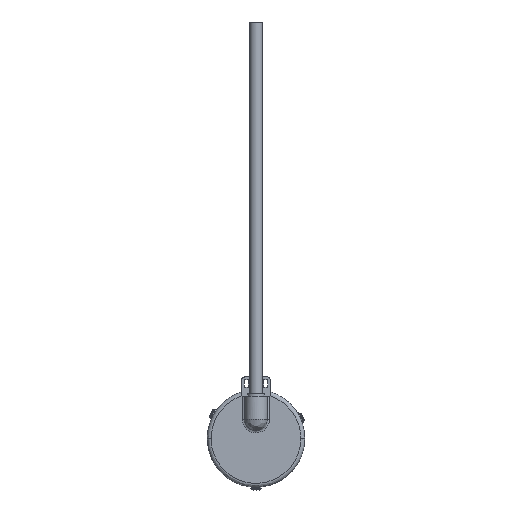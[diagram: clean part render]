
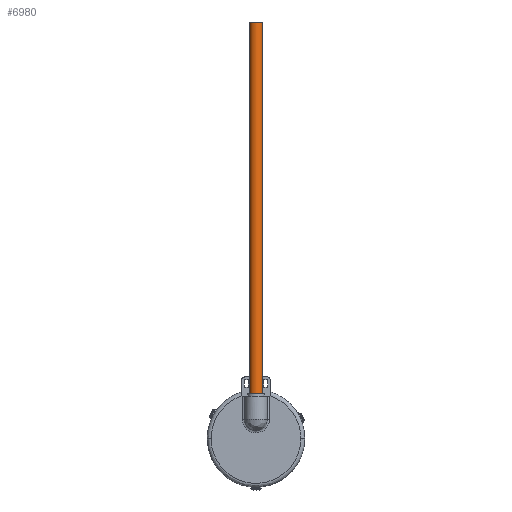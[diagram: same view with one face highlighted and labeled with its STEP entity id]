
A CAD part, front view. The second image highlights one B-rep face of the part: STEP entity #6980.
In plain terms, the highlighted cylindrical face has radius 2.5 mm (diameter 5 mm), a partial arc.
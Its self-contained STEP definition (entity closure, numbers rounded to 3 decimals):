
#315 = ORIENTED_EDGE ( 'NONE', *, *, #7725, .T. ) ;
#386 = LINE ( 'NONE', #1567, #10010 ) ;
#468 = ORIENTED_EDGE ( 'NONE', *, *, #3862, .T. ) ;
#521 = CARTESIAN_POINT ( 'NONE',  ( -0.654, -28.435, 162.5 ) ) ;
#594 = CARTESIAN_POINT ( 'NONE',  ( -2.5, -26., 22. ) ) ;
#689 = CARTESIAN_POINT ( 'NONE',  ( 0., -26., 12.5 ) ) ;
#787 = CARTESIAN_POINT ( 'NONE',  ( 2.184, -27.259, 12.5 ) ) ;
#996 = ORIENTED_EDGE ( 'NONE', *, *, #2520, .T. ) ;
#1247 = VERTEX_POINT ( 'NONE', #7810 ) ;
#1264 = CARTESIAN_POINT ( 'NONE',  ( 2.5, -26., 162.5 ) ) ;
#1290 = LINE ( 'NONE', #2787, #1301 ) ;
#1300 = VERTEX_POINT ( 'NONE', #8181 ) ;
#1301 = VECTOR ( 'NONE', #4339, 1000. ) ;
#1331 = CARTESIAN_POINT ( 'NONE',  ( -1.536, -27.999, 162.5 ) ) ;
#1360 = VERTEX_POINT ( 'NONE', #9082 ) ;
#1427 = LINE ( 'NONE', #9746, #1535 ) ;
#1521 = DIRECTION ( 'NONE',  ( 0., 0., -1. ) ) ;
#1531 = VERTEX_POINT ( 'NONE', #9891 ) ;
#1533 = VERTEX_POINT ( 'NONE', #9625 ) ;
#1535 = VECTOR ( 'NONE', #9017, 1000. ) ;
#1567 = CARTESIAN_POINT ( 'NONE',  ( -2.5, -26., 12.5 ) ) ;
#1577 = CARTESIAN_POINT ( 'NONE',  ( -2.184, -27.259, 12.5 ) ) ;
#1609 = CARTESIAN_POINT ( 'NONE',  ( 2.5, -26.327, 12.5 ) ) ;
#1835 = EDGE_CURVE ( 'NONE', #1533, #1300, #7489, .T. ) ;
#2150 = CARTESIAN_POINT ( 'NONE',  ( -2.184, -27.259, 162.5 ) ) ;
#2303 = VERTEX_POINT ( 'NONE', #594 ) ;
#2337 = DIRECTION ( 'NONE',  ( 0., 0., 1. ) ) ;
#2352 = AXIS2_PLACEMENT_3D ( 'NONE', #689, #2337, #7665 ) ;
#2392 = CARTESIAN_POINT ( 'NONE',  ( -1.536, -27.999, 12.5 ) ) ;
#2520 = EDGE_CURVE ( 'NONE', #1531, #1360, #4513, .T. ) ;
#2679 = CARTESIAN_POINT ( 'NONE',  ( 2.5, -26., 12.5 ) ) ;
#2720 = FACE_OUTER_BOUND ( 'NONE', #9305, .T. ) ;
#2730 = DIRECTION ( 'NONE',  ( 0., 0., 1. ) ) ;
#2775 = CYLINDRICAL_SURFACE ( 'NONE', #2352, 2.5 ) ;
#2784 = DIRECTION ( 'NONE',  ( 0., 0., 1. ) ) ;
#2786 = CARTESIAN_POINT ( 'NONE',  ( 2.5, -26., 12.5 ) ) ;
#2787 = CARTESIAN_POINT ( 'NONE',  ( -2.5, -26., 12.5 ) ) ;
#2845 = B_SPLINE_CURVE_WITH_KNOTS ( 'NONE', 3,
 ( #9923, #8328, #6181, #1577, #6977, #2392, #7726, #3124, #8473, #3874, #9221, #4656, #9952, #5426, #787, #6222, #1609, #7017 ),
 .UNSPECIFIED., .F., .F.,
 ( 4, 2, 2, 2, 2, 2, 2, 2, 4 ),
 ( 0., 0.125, 0.25, 0.375, 0.5, 0.625, 0.75, 0.875, 1. ),
 .UNSPECIFIED. ) ;
#2865 = CARTESIAN_POINT ( 'NONE',  ( 2.184, -27.259, 162.5 ) ) ;
#2902 = CARTESIAN_POINT ( 'NONE',  ( -2.5, -26.327, 162.5 ) ) ;
#3103 = B_SPLINE_CURVE_WITH_KNOTS ( 'NONE', 3,
 ( #1264, #4368, #7476, #2865, #8211, #3610, #8984, #4401, #9710, #5170, #521, #5962, #1331, #6763, #2150, #7507, #2902, #8245 ),
 .UNSPECIFIED., .F., .F.,
 ( 4, 2, 2, 2, 2, 2, 2, 2, 4 ),
 ( 0., 0.125, 0.25, 0.375, 0.5, 0.625, 0.75, 0.875, 1. ),
 .UNSPECIFIED. ) ;
#3124 = CARTESIAN_POINT ( 'NONE',  ( -0.654, -28.435, 12.5 ) ) ;
#3610 = CARTESIAN_POINT ( 'NONE',  ( 1.536, -27.999, 162.5 ) ) ;
#3862 = EDGE_CURVE ( 'NONE', #1360, #1533, #4642, .T. ) ;
#3874 = CARTESIAN_POINT ( 'NONE',  ( 0.327, -28.5, 12.5 ) ) ;
#4069 = EDGE_CURVE ( 'NONE', #2303, #1247, #386, .T. ) ;
#4339 = DIRECTION ( 'NONE',  ( 0., 0., 1. ) ) ;
#4368 = CARTESIAN_POINT ( 'NONE',  ( 2.5, -26.327, 162.5 ) ) ;
#4401 = CARTESIAN_POINT ( 'NONE',  ( 0.654, -28.435, 162.5 ) ) ;
#4492 = VECTOR ( 'NONE', #5238, 1000. ) ;
#4495 = CARTESIAN_POINT ( 'NONE',  ( 2.5, -26., 12.5 ) ) ;
#4513 = LINE ( 'NONE', #4495, #4492 ) ;
#4642 = LINE ( 'NONE', #2786, #4776 ) ;
#4656 = CARTESIAN_POINT ( 'NONE',  ( 1.259, -28.184, 12.5 ) ) ;
#4776 = VECTOR ( 'NONE', #2784, 1000. ) ;
#5170 = CARTESIAN_POINT ( 'NONE',  ( -0.327, -28.5, 162.5 ) ) ;
#5238 = DIRECTION ( 'NONE',  ( 0., 0., 1. ) ) ;
#5426 = CARTESIAN_POINT ( 'NONE',  ( 1.999, -27.536, 12.5 ) ) ;
#5901 = ORIENTED_EDGE ( 'NONE', *, *, #4069, .T. ) ;
#5962 = CARTESIAN_POINT ( 'NONE',  ( -1.259, -28.184, 162.5 ) ) ;
#6181 = CARTESIAN_POINT ( 'NONE',  ( -2.435, -26.654, 12.5 ) ) ;
#6222 = CARTESIAN_POINT ( 'NONE',  ( 2.435, -26.654, 12.5 ) ) ;
#6453 = CARTESIAN_POINT ( 'NONE',  ( -2.5, -26., 12.5 ) ) ;
#6763 = CARTESIAN_POINT ( 'NONE',  ( -1.999, -27.536, 162.5 ) ) ;
#6977 = CARTESIAN_POINT ( 'NONE',  ( -1.999, -27.536, 12.5 ) ) ;
#6980 = ADVANCED_FACE ( 'NONE', ( #2720 ), #2775, .T. ) ;
#7017 = CARTESIAN_POINT ( 'NONE',  ( 2.5, -26., 12.5 ) ) ;
#7172 = ORIENTED_EDGE ( 'NONE', *, *, #9603, .F. ) ;
#7428 = VECTOR ( 'NONE', #2730, 1000. ) ;
#7434 = CARTESIAN_POINT ( 'NONE',  ( -2.5, -26., 162.5 ) ) ;
#7476 = CARTESIAN_POINT ( 'NONE',  ( 2.435, -26.654, 162.5 ) ) ;
#7489 = LINE ( 'NONE', #2679, #7428 ) ;
#7507 = CARTESIAN_POINT ( 'NONE',  ( -2.435, -26.654, 162.5 ) ) ;
#7665 = DIRECTION ( 'NONE',  ( 1., 0., 0. ) ) ;
#7725 = EDGE_CURVE ( 'NONE', #9830, #1531, #2845, .T. ) ;
#7726 = CARTESIAN_POINT ( 'NONE',  ( -1.259, -28.184, 12.5 ) ) ;
#7810 = CARTESIAN_POINT ( 'NONE',  ( -2.5, -26., 21.2 ) ) ;
#8028 = ORIENTED_EDGE ( 'NONE', *, *, #9657, .F. ) ;
#8181 = CARTESIAN_POINT ( 'NONE',  ( 2.5, -26., 162.5 ) ) ;
#8211 = CARTESIAN_POINT ( 'NONE',  ( 1.999, -27.536, 162.5 ) ) ;
#8234 = ORIENTED_EDGE ( 'NONE', *, *, #9644, .T. ) ;
#8245 = CARTESIAN_POINT ( 'NONE',  ( -2.5, -26., 162.5 ) ) ;
#8328 = CARTESIAN_POINT ( 'NONE',  ( -2.5, -26.327, 12.5 ) ) ;
#8473 = CARTESIAN_POINT ( 'NONE',  ( -0.327, -28.5, 12.5 ) ) ;
#8497 = ORIENTED_EDGE ( 'NONE', *, *, #1835, .T. ) ;
#8984 = CARTESIAN_POINT ( 'NONE',  ( 1.259, -28.184, 162.5 ) ) ;
#9017 = DIRECTION ( 'NONE',  ( 0., 0., 1. ) ) ;
#9082 = CARTESIAN_POINT ( 'NONE',  ( 2.5, -26., 21.2 ) ) ;
#9221 = CARTESIAN_POINT ( 'NONE',  ( 0.654, -28.435, 12.5 ) ) ;
#9305 = EDGE_LOOP ( 'NONE', ( #7172, #315, #996, #468, #8497, #8234, #8028, #5901 ) ) ;
#9603 = EDGE_CURVE ( 'NONE', #9830, #1247, #1290, .T. ) ;
#9625 = CARTESIAN_POINT ( 'NONE',  ( 2.5, -26., 22. ) ) ;
#9644 = EDGE_CURVE ( 'NONE', #1300, #9933, #3103, .T. ) ;
#9657 = EDGE_CURVE ( 'NONE', #2303, #9933, #1427, .T. ) ;
#9710 = CARTESIAN_POINT ( 'NONE',  ( 0.327, -28.5, 162.5 ) ) ;
#9746 = CARTESIAN_POINT ( 'NONE',  ( -2.5, -26., 12.5 ) ) ;
#9830 = VERTEX_POINT ( 'NONE', #6453 ) ;
#9891 = CARTESIAN_POINT ( 'NONE',  ( 2.5, -26., 12.5 ) ) ;
#9923 = CARTESIAN_POINT ( 'NONE',  ( -2.5, -26., 12.5 ) ) ;
#9933 = VERTEX_POINT ( 'NONE', #7434 ) ;
#9952 = CARTESIAN_POINT ( 'NONE',  ( 1.536, -27.999, 12.5 ) ) ;
#10010 = VECTOR ( 'NONE', #1521, 1000. ) ;
